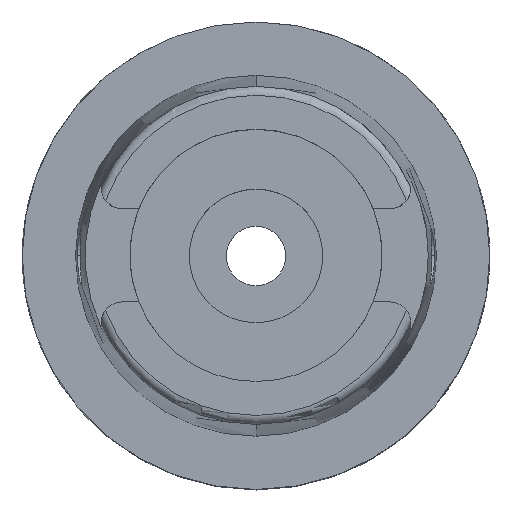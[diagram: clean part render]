
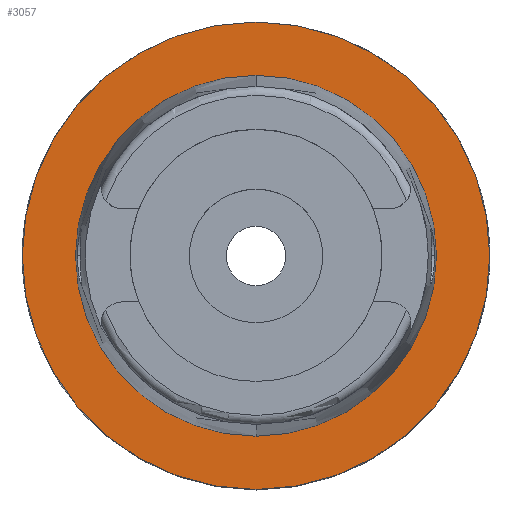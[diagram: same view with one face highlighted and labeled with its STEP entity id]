
A CAD part, top view. The second image highlights one B-rep face of the part: STEP entity #3057.
In plain terms, the highlighted planar face has unit normal (0, 0, 1).
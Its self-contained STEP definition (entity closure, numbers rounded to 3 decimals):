
#633=CARTESIAN_POINT('',(0.,0.,0.));
#634=DIRECTION('',(0.,0.,-1.));
#635=DIRECTION('',(0.,-1.,0.));
#636=AXIS2_PLACEMENT_3D('',#633,#634,#635);
#641=CARTESIAN_POINT('',(0.,0.,0.));
#642=DIRECTION('',(0.,0.,-1.));
#643=DIRECTION('',(0.,1.,0.));
#644=AXIS2_PLACEMENT_3D('',#641,#642,#643);
#649=CARTESIAN_POINT('',(0.,0.,0.));
#650=DIRECTION('',(0.,0.,1.));
#651=DIRECTION('',(0.,-1.,0.));
#652=AXIS2_PLACEMENT_3D('',#649,#650,#651);
#657=CARTESIAN_POINT('',(0.,0.,0.));
#658=DIRECTION('',(0.,0.,1.));
#659=DIRECTION('',(0.,1.,0.));
#660=AXIS2_PLACEMENT_3D('',#657,#658,#659);
#2409=CARTESIAN_POINT('',(0.,-24.315,0.));
#2410=VERTEX_POINT('',#2409);
#2411=CARTESIAN_POINT('',(0.,24.315,0.));
#2412=VERTEX_POINT('',#2411);
#2419=CARTESIAN_POINT('',(0.,-31.5,0.));
#2420=CARTESIAN_POINT('',(0.,31.5,0.));
#2421=VERTEX_POINT('',#2419);
#2422=VERTEX_POINT('',#2420);
#3042=CARTESIAN_POINT('',(0.,0.,0.));
#3043=DIRECTION('',(0.,0.,-1.));
#3044=DIRECTION('',(0.,-1.,0.));
#3045=AXIS2_PLACEMENT_3D('',#3042,#3043,#3044);
#3046=PLANE('',#3045);
#3048=ORIENTED_EDGE('',*,*,#3047,.T.);
#3050=ORIENTED_EDGE('',*,*,#3049,.T.);
#3051=EDGE_LOOP('',(#3048,#3050));
#3052=FACE_OUTER_BOUND('',#3051,.F.);
#3053=ORIENTED_EDGE('',*,*,#2915,.T.);
#3054=ORIENTED_EDGE('',*,*,#3016,.T.);
#3055=EDGE_LOOP('',(#3053,#3054));
#3056=FACE_BOUND('',#3055,.F.);
#637=CIRCLE('',#636,31.5);
#645=CIRCLE('',#644,31.5);
#653=CIRCLE('',#652,24.315);
#661=CIRCLE('',#660,24.315);
#2915=EDGE_CURVE('',#2410,#2412,#653,.T.);
#3016=EDGE_CURVE('',#2412,#2410,#661,.T.);
#3047=EDGE_CURVE('',#2421,#2422,#637,.T.);
#3049=EDGE_CURVE('',#2422,#2421,#645,.T.);
#3057=ADVANCED_FACE('',(#3052,#3056),#3046,.F.);
